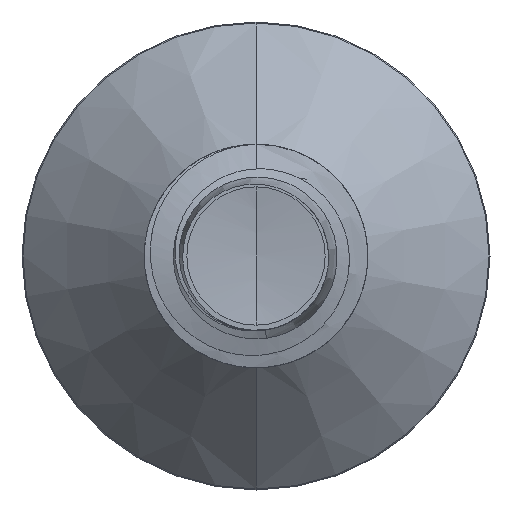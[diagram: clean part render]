
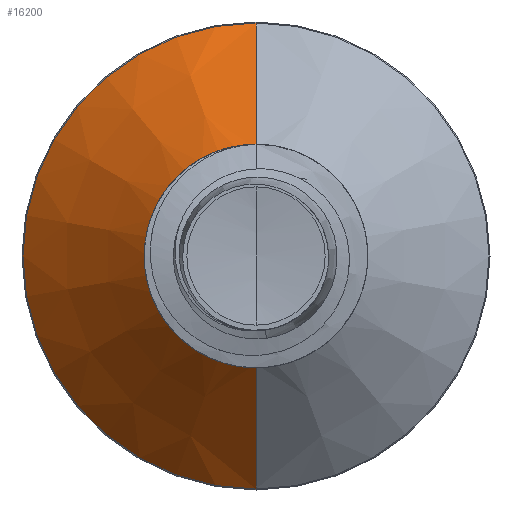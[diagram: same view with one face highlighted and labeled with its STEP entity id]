
A CAD part, front view. The second image highlights one B-rep face of the part: STEP entity #16200.
In plain terms, the highlighted conical face has half-angle 45 degrees and reference radius 0.775 mm.
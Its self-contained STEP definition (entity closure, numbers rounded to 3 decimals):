
#1784 = CIRCLE ( 'NONE', #2528, 1.668 ) ;
#2528 = AXIS2_PLACEMENT_3D ( 'NONE', #17727, #8148, #19338 ) ;
#3783 = CONICAL_SURFACE ( 'NONE', #14958, 0.775, 0.785 ) ;
#4532 = DIRECTION ( 'NONE',  ( 0., 1., 0. ) ) ;
#5267 = CARTESIAN_POINT ( 'NONE',  ( 0., 5.25, 0. ) ) ;
#5442 = CARTESIAN_POINT ( 'NONE',  ( 0., 5.25, 0.775 ) ) ;
#5594 = CARTESIAN_POINT ( 'NONE',  ( 0., 5.25, -0.775 ) ) ;
#6337 = CIRCLE ( 'NONE', #7558, 0.775 ) ;
#6686 = VERTEX_POINT ( 'NONE', #16561 ) ;
#6910 = DIRECTION ( 'NONE',  ( 0., 0., 1. ) ) ;
#7087 = DIRECTION ( 'NONE',  ( 0., 0.707, 0.707 ) ) ;
#7558 = AXIS2_PLACEMENT_3D ( 'NONE', #5267, #16520, #6910 ) ;
#8148 = DIRECTION ( 'NONE',  ( 0., 1., 0. ) ) ;
#8369 = LINE ( 'NONE', #5442, #20635 ) ;
#8590 = FACE_OUTER_BOUND ( 'NONE', #16360, .T. ) ;
#9349 = DIRECTION ( 'NONE',  ( 0., 0., 1. ) ) ;
#10106 = EDGE_CURVE ( 'NONE', #15610, #20745, #1784, .T. ) ;
#10402 = EDGE_CURVE ( 'NONE', #6686, #20745, #8369, .T. ) ;
#10616 = VERTEX_POINT ( 'NONE', #5594 ) ;
#11762 = EDGE_CURVE ( 'NONE', #10616, #6686, #6337, .T. ) ;
#12070 = CARTESIAN_POINT ( 'NONE',  ( 0., 6.143, 1.668 ) ) ;
#12886 = ORIENTED_EDGE ( 'NONE', *, *, #11762, .T. ) ;
#13642 = VECTOR ( 'NONE', #19627, 1000. ) ;
#14958 = AXIS2_PLACEMENT_3D ( 'NONE', #20527, #4532, #9349 ) ;
#15610 = VERTEX_POINT ( 'NONE', #18300 ) ;
#16200 = ADVANCED_FACE ( 'NONE', ( #8590 ), #3783, .T. ) ;
#16360 = EDGE_LOOP ( 'NONE', ( #18382, #12886, #20007, #20638 ) ) ;
#16520 = DIRECTION ( 'NONE',  ( 0., 1., 0. ) ) ;
#16561 = CARTESIAN_POINT ( 'NONE',  ( 0., 5.25, 0.775 ) ) ;
#17475 = EDGE_CURVE ( 'NONE', #10616, #15610, #17850, .T. ) ;
#17727 = CARTESIAN_POINT ( 'NONE',  ( 0., 6.143, 0. ) ) ;
#17850 = LINE ( 'NONE', #19899, #13642 ) ;
#18300 = CARTESIAN_POINT ( 'NONE',  ( 0., 6.143, -1.668 ) ) ;
#18382 = ORIENTED_EDGE ( 'NONE', *, *, #17475, .F. ) ;
#19338 = DIRECTION ( 'NONE',  ( 0., 0., 1. ) ) ;
#19627 = DIRECTION ( 'NONE',  ( 0., 0.707, -0.707 ) ) ;
#19899 = CARTESIAN_POINT ( 'NONE',  ( 0., 5.25, -0.775 ) ) ;
#20007 = ORIENTED_EDGE ( 'NONE', *, *, #10402, .T. ) ;
#20527 = CARTESIAN_POINT ( 'NONE',  ( 0., 5.25, 0. ) ) ;
#20635 = VECTOR ( 'NONE', #7087, 1000. ) ;
#20638 = ORIENTED_EDGE ( 'NONE', *, *, #10106, .F. ) ;
#20745 = VERTEX_POINT ( 'NONE', #12070 ) ;
